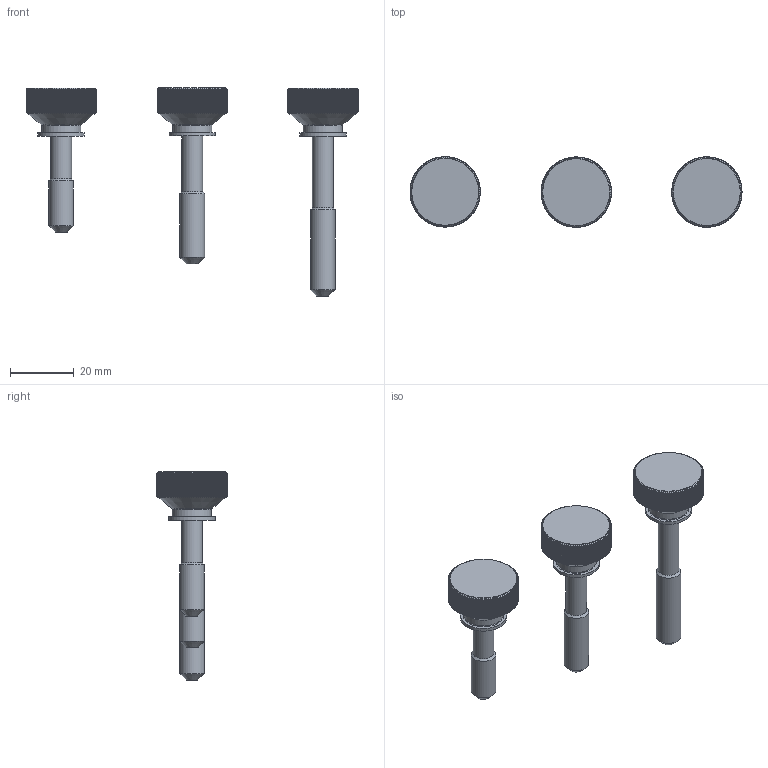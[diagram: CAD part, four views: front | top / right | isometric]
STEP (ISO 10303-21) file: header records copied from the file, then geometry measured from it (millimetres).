
FILE_DESCRIPTION(/* description */ (''),/* implementation_level */ '2;1');
FILE_NAME(/* name */ 'K-HH22-M8.stp',/* time_stamp */ '2024-04-16T11:11:03+09:00',/* author */ ('user'),/* organization */ (''),/* preprocessor_version */ 'ST-DEVELOPER v15.6',/* originating_system */ 'Autodesk Inventor 2015',/* authorisation */ '');
FILE_SCHEMA (('AUTOMOTIVE_DESIGN { 1 0 10303 214 3 1 1 }'));
Products named in the file (4): K-HH22-M8-30; K-HH22-M8-40; K-HH22-M8-50; K-HH22-M8
Bounding box: 103.81 x 22.09 x 65.04 mm (x, y, z)
Volume: 17426.9 mm3; surface area: 7912.2 mm2
Topology: 3 solids, 3 shells, 4545 faces, 9375 edges, 4842 vertices
Faces by surface type: sphere 1200, bspline 1200, cylinder 912, plane 612, torus 609, cone 12
Full cylindrical faces by diameter (mm): 6.5 x3, 7.7 x3, 12.3 x3, 14.5 x3
Entity records: 143130 total; most frequent: CARTESIAN_POINT 55030, ORIENTED_EDGE 18678, DIRECTION 17882, EDGE_CURVE 9339, AXIS2_PLACEMENT_3D 8191, CIRCLE 4839, VERTEX_POINT 4839, EDGE_LOOP 4584
